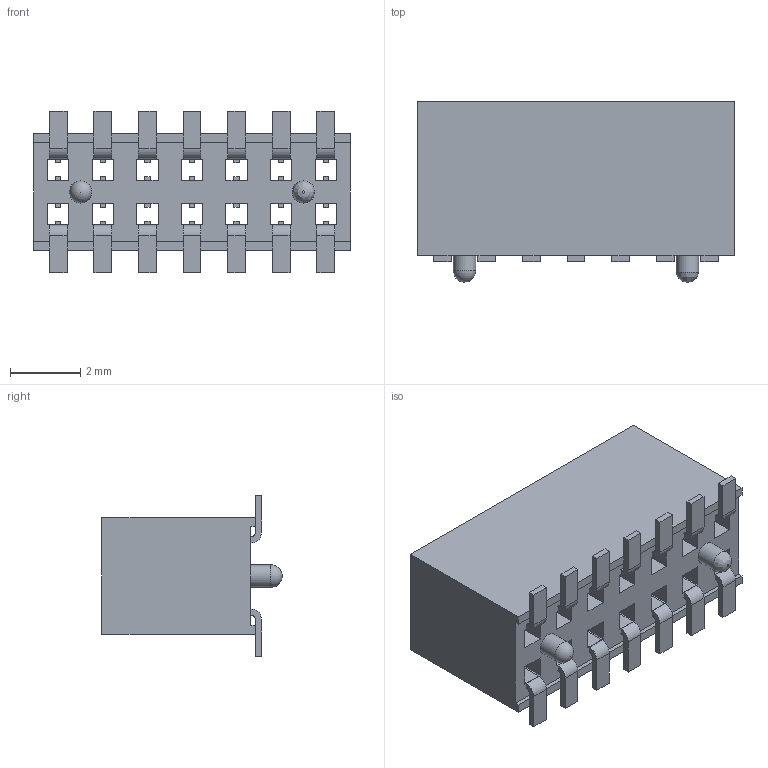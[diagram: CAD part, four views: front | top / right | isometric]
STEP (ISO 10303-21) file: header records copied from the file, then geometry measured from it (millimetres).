
FILE_DESCRIPTION( ( 'STEP AP214' ), ' ' );
FILE_NAME( 'FLE-107-01-G-DV-A-TR.stp', '2018-07-01T03:37:12', ( '' ), ( '' ), ' ', 'PARTsolutions', ' ' );
FILE_SCHEMA( ( 'AUTOMOTIVE_DESIGN { 1 0 10303 214 1 1 1 1 }' ) );
Length unit declared in the file: inch
Products named in the file (3): FLE-107-01-G-DV-A-TR; _FLE-107-01-DV-A_socket; _C-96-01-07-DV
Assembly tree (2 placements, depth 2):
  FLE-107-01-G-DV-A-TR
    _FLE-107-01-DV-A_socket
    _C-96-01-07-DV
Bounding box: 9 x 5.13 x 4.59 mm (x, y, z)
Volume: 141.5 mm3; surface area: 603 mm2
Topology: 2 solids, 2 shells, 431 faces, 1203 edges, 783 vertices
Faces by surface type: plane 387, cylinder 42, bspline 1, sphere 1
Full cylindrical faces by diameter (mm): 0.381 x6, 0.508 x6, 0.635 x2
Entity records: 17113 total; most frequent: CARTESIAN_POINT 2428, ORIENTED_EDGE 2370, DIRECTION 2136, EDGE_CURVE 1185, LINE 1100, VECTOR 1100, VERTEX_POINT 782, EDGE_LOOP 522
